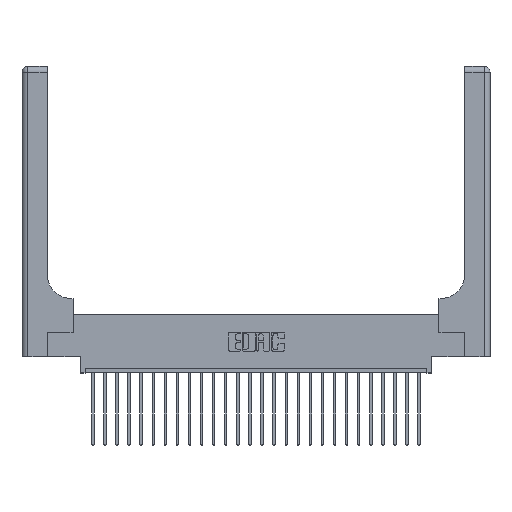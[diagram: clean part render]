
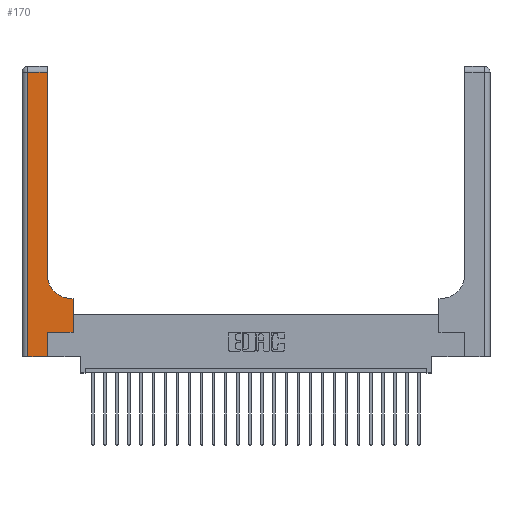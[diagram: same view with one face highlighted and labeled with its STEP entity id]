
A CAD part, top view. The second image highlights one B-rep face of the part: STEP entity #170.
In plain terms, the highlighted planar face has unit normal (0, 0, 1).
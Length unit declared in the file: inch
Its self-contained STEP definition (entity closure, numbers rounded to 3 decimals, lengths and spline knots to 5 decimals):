
#170 = ADVANCED_FACE ( 'NONE', ( #5545 ), #7943, .F. ) ;
#514 = EDGE_CURVE ( 'NONE', #4095, #23439, #15644, .T. ) ;
#1329 = DIRECTION ( 'NONE',  ( 1., 0., 0. ) ) ;
#1377 = VERTEX_POINT ( 'NONE', #7875 ) ;
#1888 = VERTEX_POINT ( 'NONE', #23925 ) ;
#2308 = EDGE_LOOP ( 'NONE', ( #13213, #24621, #3351, #9859, #6343, #6713, #22029, #9233, #23039 ) ) ;
#2722 = AXIS2_PLACEMENT_3D ( 'NONE', #13978, #21284, #19455 ) ;
#2850 = CARTESIAN_POINT ( 'NONE',  ( 0.265, 0., 0.37 ) ) ;
#3351 = ORIENTED_EDGE ( 'NONE', *, *, #24246, .T. ) ;
#4095 = VERTEX_POINT ( 'NONE', #18135 ) ;
#4382 = LINE ( 'NONE', #8717, #12083 ) ;
#4529 = EDGE_CURVE ( 'NONE', #23439, #13952, #8899, .T. ) ;
#5299 = EDGE_CURVE ( 'NONE', #1377, #14710, #21032, .T. ) ;
#5309 = VECTOR ( 'NONE', #8242, 39.37008 ) ;
#5545 = FACE_OUTER_BOUND ( 'NONE', #2308, .T. ) ;
#5717 = DIRECTION ( 'NONE',  ( -1., 0., 0. ) ) ;
#5836 = CARTESIAN_POINT ( 'NONE',  ( 0.51, 0.85, 0.37 ) ) ;
#5964 = CARTESIAN_POINT ( 'NONE',  ( 0.26, 2.94, 0.37 ) ) ;
#6343 = ORIENTED_EDGE ( 'NONE', *, *, #12804, .T. ) ;
#6713 = ORIENTED_EDGE ( 'NONE', *, *, #15728, .T. ) ;
#7103 = VERTEX_POINT ( 'NONE', #14170 ) ;
#7875 = CARTESIAN_POINT ( 'NONE',  ( 0.06, 0., 0.37 ) ) ;
#7943 = PLANE ( 'NONE',  #2722 ) ;
#8242 = DIRECTION ( 'NONE',  ( 0., 1., 0. ) ) ;
#8522 = EDGE_CURVE ( 'NONE', #1888, #4095, #15858, .T. ) ;
#8717 = CARTESIAN_POINT ( 'NONE',  ( 0.06, 3., 0.37 ) ) ;
#8879 = DIRECTION ( 'NONE',  ( 0., -1., 0. ) ) ;
#8899 = LINE ( 'NONE', #16118, #5309 ) ;
#8980 = VECTOR ( 'NONE', #21275, 39.37008 ) ;
#9233 = ORIENTED_EDGE ( 'NONE', *, *, #8522, .T. ) ;
#9859 = ORIENTED_EDGE ( 'NONE', *, *, #5299, .T. ) ;
#10298 = CARTESIAN_POINT ( 'NONE',  ( 0.265, 0., 0.37 ) ) ;
#10314 = VECTOR ( 'NONE', #18775, 39.37008 ) ;
#11040 = CARTESIAN_POINT ( 'NONE',  ( 0., 0., 0.37 ) ) ;
#11424 = CARTESIAN_POINT ( 'NONE',  ( 0.265, 0.25, 0.37 ) ) ;
#11511 = LINE ( 'NONE', #13357, #11792 ) ;
#11533 = CARTESIAN_POINT ( 'NONE',  ( 0.26, 0.85, 0.37 ) ) ;
#11792 = VECTOR ( 'NONE', #15271, 39.37008 ) ;
#11859 = CARTESIAN_POINT ( 'NONE',  ( 0.528, 0.25, 0.37 ) ) ;
#12083 = VECTOR ( 'NONE', #8879, 39.37008 ) ;
#12658 = VECTOR ( 'NONE', #14286, 39.37008 ) ;
#12804 = EDGE_CURVE ( 'NONE', #14710, #23074, #22464, .T. ) ;
#13213 = ORIENTED_EDGE ( 'NONE', *, *, #4529, .T. ) ;
#13225 = LINE ( 'NONE', #11859, #21551 ) ;
#13252 = EDGE_CURVE ( 'NONE', #20279, #1888, #13225, .T. ) ;
#13357 = CARTESIAN_POINT ( 'NONE',  ( 0., 2.94, 0.37 ) ) ;
#13524 = DIRECTION ( 'NONE',  ( 0., 0., -1. ) ) ;
#13952 = VERTEX_POINT ( 'NONE', #5964 ) ;
#13978 = CARTESIAN_POINT ( 'NONE',  ( 0., 3., 0.37 ) ) ;
#14170 = CARTESIAN_POINT ( 'NONE',  ( 0.06, 2.94, 0.37 ) ) ;
#14286 = DIRECTION ( 'NONE',  ( 0., 1., 0. ) ) ;
#14710 = VERTEX_POINT ( 'NONE', #10298 ) ;
#15164 = CARTESIAN_POINT ( 'NONE',  ( 0.26, 0.6, 0.37 ) ) ;
#15271 = DIRECTION ( 'NONE',  ( -1., 0., 0. ) ) ;
#15644 = CIRCLE ( 'NONE', #17569, 0.25 ) ;
#15728 = EDGE_CURVE ( 'NONE', #23074, #20279, #16414, .T. ) ;
#15858 = LINE ( 'NONE', #15164, #20293 ) ;
#16118 = CARTESIAN_POINT ( 'NONE',  ( 0.26, 3., 0.37 ) ) ;
#16414 = LINE ( 'NONE', #11424, #8980 ) ;
#17569 = AXIS2_PLACEMENT_3D ( 'NONE', #5836, #13524, #1329 ) ;
#17662 = EDGE_CURVE ( 'NONE', #13952, #7103, #11511, .T. ) ;
#17905 = CARTESIAN_POINT ( 'NONE',  ( 0.265, 0.25, 0.37 ) ) ;
#18135 = CARTESIAN_POINT ( 'NONE',  ( 0.51, 0.6, 0.37 ) ) ;
#18775 = DIRECTION ( 'NONE',  ( 1., 0., 0. ) ) ;
#19455 = DIRECTION ( 'NONE',  ( -1., 0., 0. ) ) ;
#20279 = VERTEX_POINT ( 'NONE', #22115 ) ;
#20293 = VECTOR ( 'NONE', #5717, 39.37008 ) ;
#21016 = DIRECTION ( 'NONE',  ( 0., 1., 0. ) ) ;
#21032 = LINE ( 'NONE', #11040, #10314 ) ;
#21275 = DIRECTION ( 'NONE',  ( 1., 0., 0. ) ) ;
#21284 = DIRECTION ( 'NONE',  ( 0., 0., -1. ) ) ;
#21551 = VECTOR ( 'NONE', #21016, 39.37008 ) ;
#22029 = ORIENTED_EDGE ( 'NONE', *, *, #13252, .T. ) ;
#22115 = CARTESIAN_POINT ( 'NONE',  ( 0.528, 0.25, 0.37 ) ) ;
#22464 = LINE ( 'NONE', #2850, #12658 ) ;
#23039 = ORIENTED_EDGE ( 'NONE', *, *, #514, .T. ) ;
#23074 = VERTEX_POINT ( 'NONE', #17905 ) ;
#23439 = VERTEX_POINT ( 'NONE', #11533 ) ;
#23925 = CARTESIAN_POINT ( 'NONE',  ( 0.528, 0.6, 0.37 ) ) ;
#24246 = EDGE_CURVE ( 'NONE', #7103, #1377, #4382, .T. ) ;
#24621 = ORIENTED_EDGE ( 'NONE', *, *, #17662, .T. ) ;
